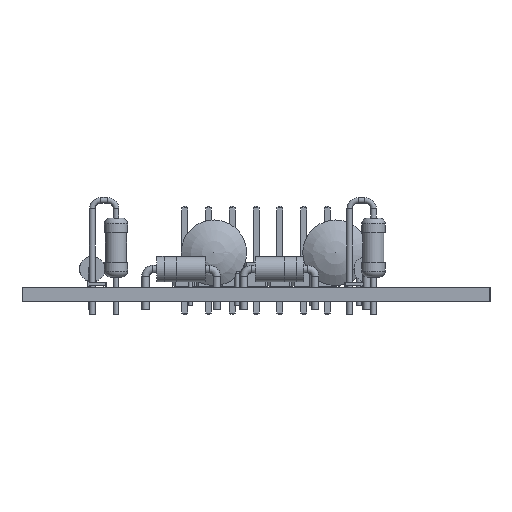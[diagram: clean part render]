
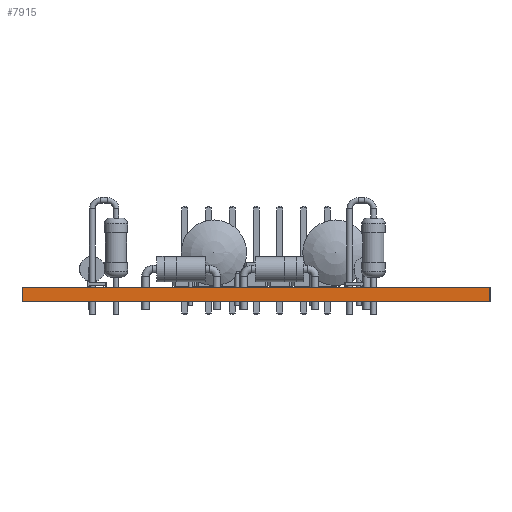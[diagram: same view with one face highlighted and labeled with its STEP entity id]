
A CAD part, left-side view. The second image highlights one B-rep face of the part: STEP entity #7915.
In plain terms, the highlighted planar face has unit normal (-1, 0, 0).
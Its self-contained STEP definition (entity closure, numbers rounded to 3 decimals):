
#7859 = VERTEX_POINT('',#7860);
#7860 = CARTESIAN_POINT('',(50.,-94.,1.51));
#7866 = EDGE_CURVE('',#7867,#7859,#7869,.T.);
#7867 = VERTEX_POINT('',#7868);
#7868 = CARTESIAN_POINT('',(50.,-94.,0.));
#7869 = LINE('',#7870,#7871);
#7870 = CARTESIAN_POINT('',(50.,-94.,0.));
#7871 = VECTOR('',#7872,1.);
#7872 = DIRECTION('',(0.,0.,1.));
#7915 = ADVANCED_FACE('',(#7916),#7941,.T.);
#7916 = FACE_BOUND('',#7917,.T.);
#7917 = EDGE_LOOP('',(#7918,#7919,#7927,#7935));
#7918 = ORIENTED_EDGE('',*,*,#7866,.T.);
#7919 = ORIENTED_EDGE('',*,*,#7920,.T.);
#7920 = EDGE_CURVE('',#7859,#7921,#7923,.T.);
#7921 = VERTEX_POINT('',#7922);
#7922 = CARTESIAN_POINT('',(50.,-44.,1.51));
#7923 = LINE('',#7924,#7925);
#7924 = CARTESIAN_POINT('',(50.,-94.,1.51));
#7925 = VECTOR('',#7926,1.);
#7926 = DIRECTION('',(0.,1.,0.));
#7927 = ORIENTED_EDGE('',*,*,#7928,.F.);
#7928 = EDGE_CURVE('',#7929,#7921,#7931,.T.);
#7929 = VERTEX_POINT('',#7930);
#7930 = CARTESIAN_POINT('',(50.,-44.,0.));
#7931 = LINE('',#7932,#7933);
#7932 = CARTESIAN_POINT('',(50.,-44.,0.));
#7933 = VECTOR('',#7934,1.);
#7934 = DIRECTION('',(0.,0.,1.));
#7935 = ORIENTED_EDGE('',*,*,#7936,.F.);
#7936 = EDGE_CURVE('',#7867,#7929,#7937,.T.);
#7937 = LINE('',#7938,#7939);
#7938 = CARTESIAN_POINT('',(50.,-94.,0.));
#7939 = VECTOR('',#7940,1.);
#7940 = DIRECTION('',(0.,1.,0.));
#7941 = PLANE('',#7942);
#7942 = AXIS2_PLACEMENT_3D('',#7943,#7944,#7945);
#7943 = CARTESIAN_POINT('',(50.,-94.,0.));
#7944 = DIRECTION('',(-1.,0.,0.));
#7945 = DIRECTION('',(0.,1.,0.));
